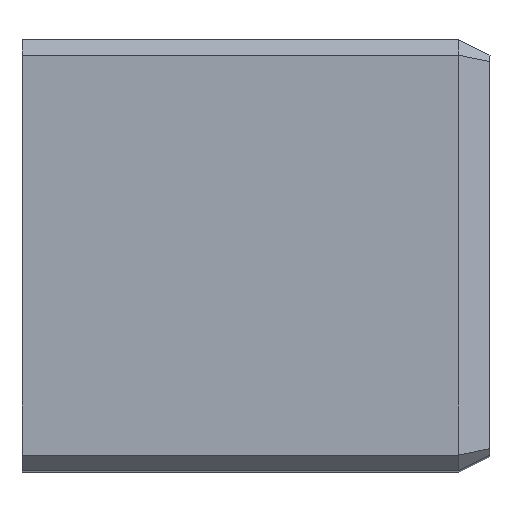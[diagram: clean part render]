
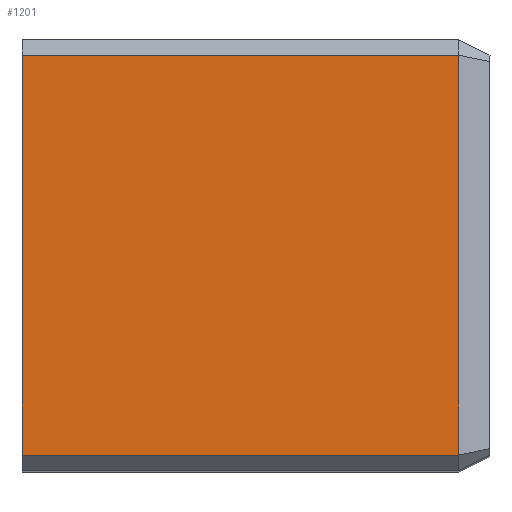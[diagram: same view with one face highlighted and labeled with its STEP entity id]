
A CAD part, top view. The second image highlights one B-rep face of the part: STEP entity #1201.
In plain terms, the highlighted planar face has unit normal (0, 0, 1).
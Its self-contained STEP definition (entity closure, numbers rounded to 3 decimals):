
#89=FACE_OUTER_BOUND('',#152,.T.);
#152=EDGE_LOOP('',(#977,#978,#979,#980));
#230=LINE('',#1785,#382);
#292=LINE('',#1917,#444);
#294=LINE('',#1921,#446);
#295=LINE('',#1922,#447);
#382=VECTOR('',#1443,10.);
#444=VECTOR('',#1561,10.);
#446=VECTOR('',#1565,10.);
#447=VECTOR('',#1566,10.);
#530=VERTEX_POINT('',#1777);
#532=VERTEX_POINT('',#1783);
#574=VERTEX_POINT('',#1916);
#575=VERTEX_POINT('',#1920);
#658=EDGE_CURVE('',#530,#532,#230,.F.);
#726=EDGE_CURVE('',#574,#530,#292,.T.);
#728=EDGE_CURVE('',#575,#532,#294,.T.);
#729=EDGE_CURVE('',#574,#575,#295,.T.);
#977=ORIENTED_EDGE('',*,*,#658,.T.);
#978=ORIENTED_EDGE('',*,*,#728,.F.);
#979=ORIENTED_EDGE('',*,*,#729,.F.);
#980=ORIENTED_EDGE('',*,*,#726,.T.);
#1140=PLANE('',#1296);
#1201=ADVANCED_FACE('',(#89),#1140,.T.);
#1296=AXIS2_PLACEMENT_3D('',#1919,#1563,#1564);
#1443=DIRECTION('',(0.,-1.,0.));
#1561=DIRECTION('',(1.,0.,0.));
#1563=DIRECTION('center_axis',(0.,0.,1.));
#1564=DIRECTION('ref_axis',(0.,-1.,0.));
#1565=DIRECTION('',(1.,0.,0.));
#1566=DIRECTION('',(0.,1.,0.));
#1777=CARTESIAN_POINT('',(23.432,-0.5,7.658));
#1783=CARTESIAN_POINT('',(23.432,12.39,7.658));
#1785=CARTESIAN_POINT('',(23.432,9.167,7.658));
#1916=CARTESIAN_POINT('',(9.35,-0.5,7.658));
#1917=CARTESIAN_POINT('',(9.35,-0.5,7.658));
#1919=CARTESIAN_POINT('Origin',(9.35,12.39,7.658));
#1920=CARTESIAN_POINT('',(9.35,12.39,7.658));
#1921=CARTESIAN_POINT('',(9.35,12.39,7.658));
#1922=CARTESIAN_POINT('',(9.35,-0.5,7.658));
